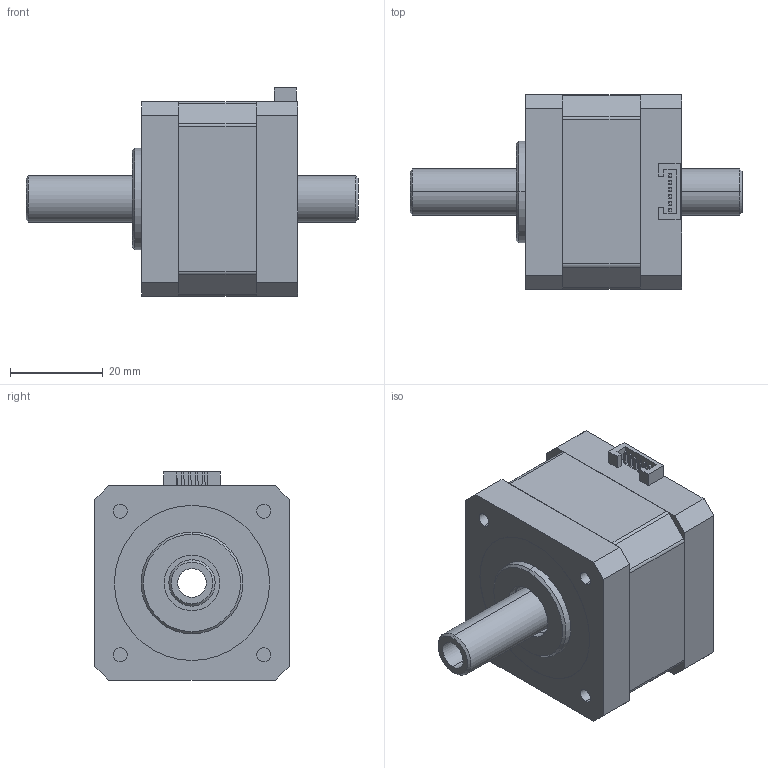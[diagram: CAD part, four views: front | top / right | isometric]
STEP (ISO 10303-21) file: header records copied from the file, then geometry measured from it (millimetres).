
FILE_DESCRIPTION (( 'STEP AP214' ), '1' );
FILE_NAME ('42HS3413B4KCE.STEP', '2023-02-20T02:10:12', ( 'Windows 蚚誧' ), ( 'Organization' ), 'SwSTEP 2.0', 'SolidWorks 2021', '' );
FILE_SCHEMA (( 'AUTOMOTIVE_DESIGN' ));
Length unit declared in the file: millimetre
Products named in the file (1): 42HS3413B4KCE
Bounding box: 71.7 x 42 x 45 mm (x, y, z)
Volume: 59247 mm3; surface area: 19841.1 mm2
Topology: 4 solids, 4 shells, 222 faces, 556 edges, 366 vertices
Faces by surface type: plane 156, cylinder 52, torus 8, cone 6
Entity records: 7050 total; most frequent: CARTESIAN_POINT 1441, ORIENTED_EDGE 1112, DIRECTION 1080, EDGE_CURVE 556, LINE 366, VERTEX_POINT 366, VECTOR 366, AXIS2_PLACEMENT_3D 357
